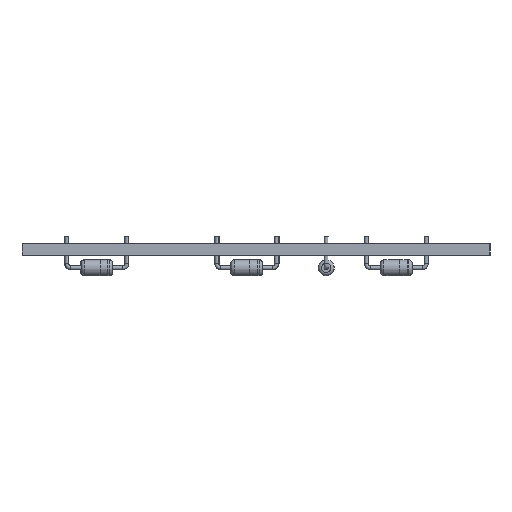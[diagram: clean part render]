
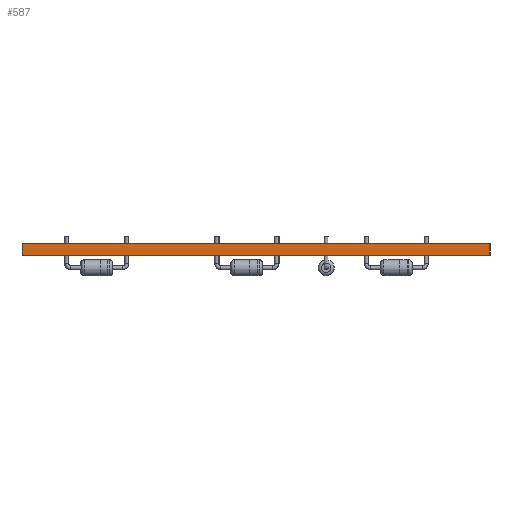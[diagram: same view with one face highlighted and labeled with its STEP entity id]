
A CAD part, left-side view. The second image highlights one B-rep face of the part: STEP entity #587.
In plain terms, the highlighted planar face has unit normal (-1, 0, 0).
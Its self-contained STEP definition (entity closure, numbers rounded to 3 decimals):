
#531 = VERTEX_POINT('',#532);
#532 = CARTESIAN_POINT('',(84.534,-82.153,1.51));
#538 = EDGE_CURVE('',#539,#531,#541,.T.);
#539 = VERTEX_POINT('',#540);
#540 = CARTESIAN_POINT('',(84.534,-82.153,0.));
#541 = LINE('',#542,#543);
#542 = CARTESIAN_POINT('',(84.534,-82.153,0.));
#543 = VECTOR('',#544,1.);
#544 = DIRECTION('',(0.,0.,1.));
#587 = ADVANCED_FACE('',(#588),#613,.T.);
#588 = FACE_BOUND('',#589,.T.);
#589 = EDGE_LOOP('',(#590,#591,#599,#607));
#590 = ORIENTED_EDGE('',*,*,#538,.T.);
#591 = ORIENTED_EDGE('',*,*,#592,.T.);
#592 = EDGE_CURVE('',#531,#593,#595,.T.);
#593 = VERTEX_POINT('',#594);
#594 = CARTESIAN_POINT('',(84.534,-22.622,1.51));
#595 = LINE('',#596,#597);
#596 = CARTESIAN_POINT('',(84.534,-82.153,1.51));
#597 = VECTOR('',#598,1.);
#598 = DIRECTION('',(0.,1.,0.));
#599 = ORIENTED_EDGE('',*,*,#600,.F.);
#600 = EDGE_CURVE('',#601,#593,#603,.T.);
#601 = VERTEX_POINT('',#602);
#602 = CARTESIAN_POINT('',(84.534,-22.622,0.));
#603 = LINE('',#604,#605);
#604 = CARTESIAN_POINT('',(84.534,-22.622,0.));
#605 = VECTOR('',#606,1.);
#606 = DIRECTION('',(0.,0.,1.));
#607 = ORIENTED_EDGE('',*,*,#608,.F.);
#608 = EDGE_CURVE('',#539,#601,#609,.T.);
#609 = LINE('',#610,#611);
#610 = CARTESIAN_POINT('',(84.534,-82.153,0.));
#611 = VECTOR('',#612,1.);
#612 = DIRECTION('',(0.,1.,0.));
#613 = PLANE('',#614);
#614 = AXIS2_PLACEMENT_3D('',#615,#616,#617);
#615 = CARTESIAN_POINT('',(84.534,-82.153,0.));
#616 = DIRECTION('',(-1.,0.,0.));
#617 = DIRECTION('',(0.,1.,0.));
